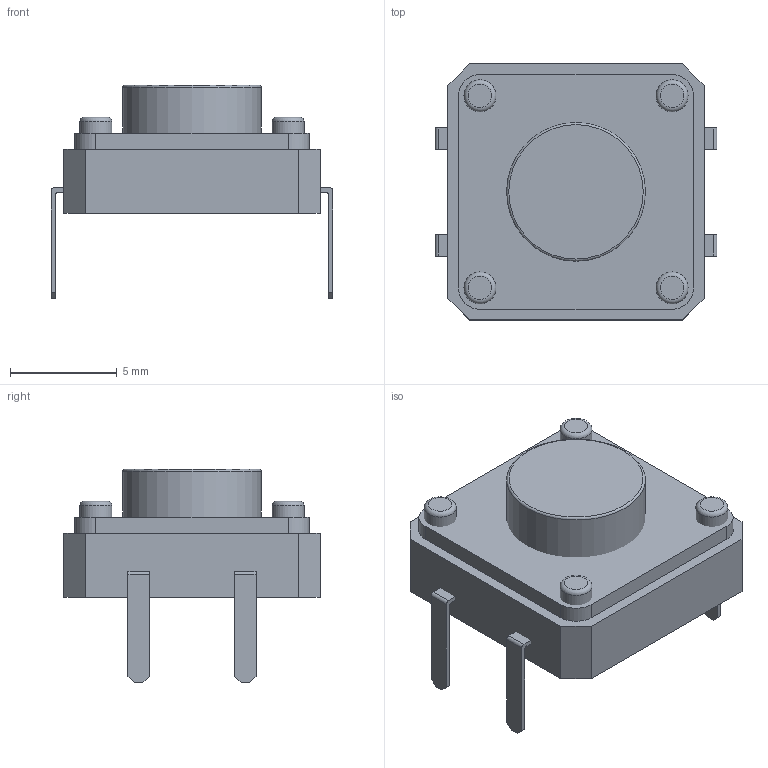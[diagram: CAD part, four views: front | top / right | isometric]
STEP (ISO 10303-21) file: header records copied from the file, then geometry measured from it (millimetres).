
FILE_DESCRIPTION(('FreeCAD Model'),'2;1');
FILE_NAME( 'boton grande.step' ,'2019-04-24T12:33:06',('Author'),(''), 'Open CASCADE STEP processor 7.3','FreeCAD','Unknown');
FILE_SCHEMA(('AUTOMOTIVE_DESIGN { 1 0 10303 214 1 1 1 1 }'));
Length unit declared in the file: millimetre
Products named in the file (6): Fillet001; Fillet003; pines; pines001; pines002; pines003
Bounding box: 13.2 x 12 x 10 mm (x, y, z)
Volume: 630.8 mm3; surface area: 837.6 mm2
Topology: 6 solids, 6 shells, 83 faces, 193 edges, 127 vertices
Faces by surface type: plane 61, cylinder 17, torus 5
Full cylindrical faces by diameter (mm): 1.5 x4, 6.5 x1
Entity records: 5165 total; most frequent: CARTESIAN_POINT 872, DIRECTION 769, LINE 491, VECTOR 491, ORIENTED_EDGE 386, PCURVE 386, DEFINITIONAL_REPRESENTATION 386, EDGE_CURVE 193
